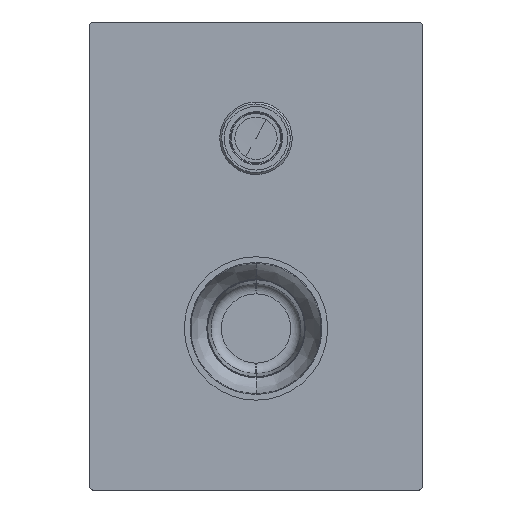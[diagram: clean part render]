
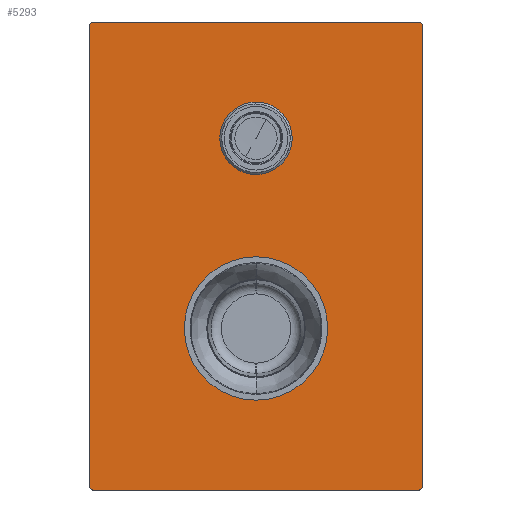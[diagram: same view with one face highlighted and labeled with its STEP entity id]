
A CAD part, front view. The second image highlights one B-rep face of the part: STEP entity #5293.
In plain terms, the highlighted planar face has unit normal (0, -1, 0).
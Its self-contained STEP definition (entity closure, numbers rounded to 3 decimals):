
#4934=CARTESIAN_POINT('Vertex',(9.873,0.,44.394)) ;
#4939=CARTESIAN_POINT('Axis2P3D Location',(0.,0.,39.)) ;
#4943=CARTESIAN_POINT('Vertex',(-9.873,0.,33.606)) ;
#4965=CARTESIAN_POINT('Axis2P3D Location',(0.,0.,39.)) ;
#4991=CARTESIAN_POINT('Vertex',(19.746,0.,-13.213)) ;
#4996=CARTESIAN_POINT('Axis2P3D Location',(0.,0.,-24.)) ;
#5000=CARTESIAN_POINT('Vertex',(-19.746,0.,-34.787)) ;
#5022=CARTESIAN_POINT('Axis2P3D Location',(0.,0.,-24.)) ;
#5044=CARTESIAN_POINT('Axis2P3D Location',(54.,0.,76.5)) ;
#5048=CARTESIAN_POINT('Vertex',(54.,0.,77.5)) ;
#5050=CARTESIAN_POINT('Vertex',(55.,0.,76.5)) ;
#5090=CARTESIAN_POINT('Vertex',(-54.,0.,77.5)) ;
#5093=CARTESIAN_POINT('Line Origine',(0.,0.,77.5)) ;
#5115=CARTESIAN_POINT('Axis2P3D Location',(-54.,0.,76.5)) ;
#5119=CARTESIAN_POINT('Vertex',(-55.,0.,76.5)) ;
#5152=CARTESIAN_POINT('Vertex',(55.,0.,-76.5)) ;
#5160=CARTESIAN_POINT('Line Origine',(55.,0.,0.)) ;
#5177=CARTESIAN_POINT('Axis2P3D Location',(54.,0.,-76.5)) ;
#5181=CARTESIAN_POINT('Vertex',(54.,0.,-77.5)) ;
#5214=CARTESIAN_POINT('Vertex',(-55.,0.,-76.5)) ;
#5217=CARTESIAN_POINT('Line Origine',(-55.,0.,0.)) ;
#5245=CARTESIAN_POINT('Vertex',(-54.,0.,-77.5)) ;
#5253=CARTESIAN_POINT('Line Origine',(0.,0.,-77.5)) ;
#5265=CARTESIAN_POINT('Axis2P3D Location',(0.,0.,0.)) ;
#5270=CARTESIAN_POINT('Axis2P3D Location',(-54.,0.,-76.5)) ;
#5095=VECTOR('Line Direction',#5094,1.) ;
#5162=VECTOR('Line Direction',#5161,1.) ;
#5219=VECTOR('Line Direction',#5218,1.) ;
#5255=VECTOR('Line Direction',#5254,1.) ;
#4940=DIRECTION('Axis2P3D Direction',(0.,-1.,0.)) ;
#4966=DIRECTION('Axis2P3D Direction',(0.,-1.,0.)) ;
#4997=DIRECTION('Axis2P3D Direction',(0.,-1.,0.)) ;
#5023=DIRECTION('Axis2P3D Direction',(0.,-1.,0.)) ;
#5045=DIRECTION('Axis2P3D Direction',(0.,-1.,0.)) ;
#5094=DIRECTION('Vector Direction',(1.,0.,0.)) ;
#5116=DIRECTION('Axis2P3D Direction',(0.,-1.,0.)) ;
#5161=DIRECTION('Vector Direction',(0.,0.,-1.)) ;
#5178=DIRECTION('Axis2P3D Direction',(0.,-1.,0.)) ;
#5218=DIRECTION('Vector Direction',(0.,0.,1.)) ;
#5254=DIRECTION('Vector Direction',(-1.,0.,0.)) ;
#5266=DIRECTION('Axis2P3D Direction',(0.,1.,-0.)) ;
#5267=DIRECTION('Axis2P3D XDirection',(-1.,0.,0.)) ;
#5271=DIRECTION('Axis2P3D Direction',(0.,1.,-0.)) ;
#4941=AXIS2_PLACEMENT_3D('Circle Axis2P3D',#4939,#4940,$) ;
#4967=AXIS2_PLACEMENT_3D('Circle Axis2P3D',#4965,#4966,$) ;
#4998=AXIS2_PLACEMENT_3D('Circle Axis2P3D',#4996,#4997,$) ;
#5024=AXIS2_PLACEMENT_3D('Circle Axis2P3D',#5022,#5023,$) ;
#5046=AXIS2_PLACEMENT_3D('Circle Axis2P3D',#5044,#5045,$) ;
#5117=AXIS2_PLACEMENT_3D('Circle Axis2P3D',#5115,#5116,$) ;
#5179=AXIS2_PLACEMENT_3D('Circle Axis2P3D',#5177,#5178,$) ;
#5268=AXIS2_PLACEMENT_3D('Plane Axis2P3D',#5265,#5266,#5267) ;
#5272=AXIS2_PLACEMENT_3D('Circle Axis2P3D',#5270,#5271,$) ;
#5096=LINE('Line',#5093,#5095) ;
#5163=LINE('Line',#5160,#5162) ;
#5220=LINE('Line',#5217,#5219) ;
#5256=LINE('Line',#5253,#5255) ;
#4942=CIRCLE('generated circle',#4941,11.25) ;
#4968=CIRCLE('generated circle',#4967,11.25) ;
#4999=CIRCLE('generated circle',#4998,22.5) ;
#5025=CIRCLE('generated circle',#5024,22.5) ;
#5047=CIRCLE('generated circle',#5046,1.) ;
#5118=CIRCLE('generated circle',#5117,1.) ;
#5180=CIRCLE('generated circle',#5179,1.) ;
#5273=CIRCLE('generated circle',#5272,1.) ;
#5269=PLANE('',#5268) ;
#5288=FACE_BOUND('',#5285,.T.) ;
#5292=FACE_BOUND('',#5289,.T.) ;
#4945=EDGE_CURVE('',#4944,#4935,#4942,.F.) ;
#4969=EDGE_CURVE('',#4935,#4944,#4968,.F.) ;
#5002=EDGE_CURVE('',#5001,#4992,#4999,.F.) ;
#5026=EDGE_CURVE('',#4992,#5001,#5025,.F.) ;
#5052=EDGE_CURVE('',#5049,#5051,#5047,.F.) ;
#5097=EDGE_CURVE('',#5091,#5049,#5096,.T.) ;
#5121=EDGE_CURVE('',#5120,#5091,#5118,.F.) ;
#5164=EDGE_CURVE('',#5051,#5153,#5163,.T.) ;
#5183=EDGE_CURVE('',#5153,#5182,#5180,.F.) ;
#5221=EDGE_CURVE('',#5215,#5120,#5220,.T.) ;
#5257=EDGE_CURVE('',#5182,#5246,#5256,.T.) ;
#5274=EDGE_CURVE('',#5246,#5215,#5273,.T.) ;
#5276=ORIENTED_EDGE('',*,*,#5274,.F.) ;
#5277=ORIENTED_EDGE('',*,*,#5257,.F.) ;
#5278=ORIENTED_EDGE('',*,*,#5183,.F.) ;
#5279=ORIENTED_EDGE('',*,*,#5164,.F.) ;
#5280=ORIENTED_EDGE('',*,*,#5052,.F.) ;
#5281=ORIENTED_EDGE('',*,*,#5097,.F.) ;
#5282=ORIENTED_EDGE('',*,*,#5121,.F.) ;
#5283=ORIENTED_EDGE('',*,*,#5221,.F.) ;
#5286=ORIENTED_EDGE('',*,*,#4969,.T.) ;
#5287=ORIENTED_EDGE('',*,*,#4945,.T.) ;
#5290=ORIENTED_EDGE('',*,*,#5026,.T.) ;
#5291=ORIENTED_EDGE('',*,*,#5002,.T.) ;
#5275=EDGE_LOOP('',(#5276,#5277,#5278,#5279,#5280,#5281,#5282,#5283)) ;
#5285=EDGE_LOOP('',(#5286,#5287)) ;
#5289=EDGE_LOOP('',(#5290,#5291)) ;
#4935=VERTEX_POINT('',#4934) ;
#4944=VERTEX_POINT('',#4943) ;
#4992=VERTEX_POINT('',#4991) ;
#5001=VERTEX_POINT('',#5000) ;
#5049=VERTEX_POINT('',#5048) ;
#5051=VERTEX_POINT('',#5050) ;
#5091=VERTEX_POINT('',#5090) ;
#5120=VERTEX_POINT('',#5119) ;
#5153=VERTEX_POINT('',#5152) ;
#5182=VERTEX_POINT('',#5181) ;
#5215=VERTEX_POINT('',#5214) ;
#5246=VERTEX_POINT('',#5245) ;
#5293=ADVANCED_FACE('P9B060.1\\PartBody',(#5284,#5288,#5292),#5269,.F.) ;
#5284=FACE_OUTER_BOUND('',#5275,.T.) ;
